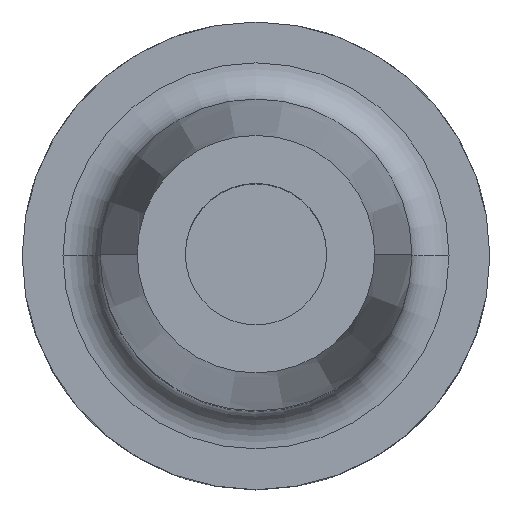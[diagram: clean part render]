
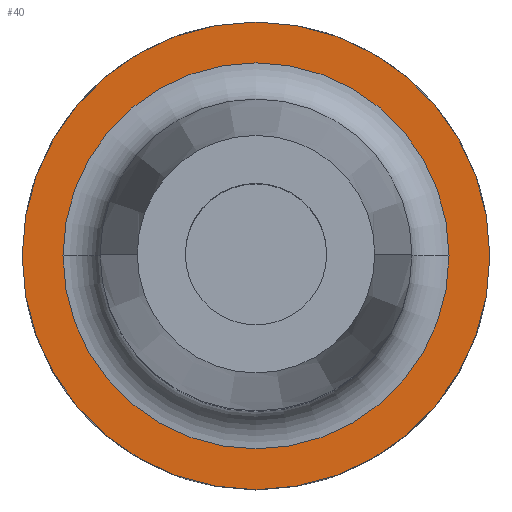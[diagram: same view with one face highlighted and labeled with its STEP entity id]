
A CAD part, top view. The second image highlights one B-rep face of the part: STEP entity #40.
In plain terms, the highlighted planar face has unit normal (0, 0, 1).
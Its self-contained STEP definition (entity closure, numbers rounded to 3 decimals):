
#40 = ADVANCED_FACE ( 'NONE', ( #513, #3583 ), #3711, .F. ) ;
#82 = ORIENTED_EDGE ( 'NONE', *, *, #2651, .T. ) ;
#232 = EDGE_LOOP ( 'NONE', ( #4550, #802 ) ) ;
#372 = CARTESIAN_POINT ( 'NONE',  ( 0., 0., 22. ) ) ;
#392 = CARTESIAN_POINT ( 'NONE',  ( 0., 0., 22. ) ) ;
#440 = CARTESIAN_POINT ( 'NONE',  ( 26., 0., 22. ) ) ;
#450 = AXIS2_PLACEMENT_3D ( 'NONE', #2870, #552, #3253 ) ;
#513 = FACE_BOUND ( 'NONE', #1861, .T. ) ;
#552 = DIRECTION ( 'NONE',  ( 0., 0., -1. ) ) ;
#749 = AXIS2_PLACEMENT_3D ( 'NONE', #3382, #1969, #3806 ) ;
#761 = DIRECTION ( 'NONE',  ( 1., 0., 0. ) ) ;
#781 = DIRECTION ( 'NONE',  ( -1., 0., 0. ) ) ;
#802 = ORIENTED_EDGE ( 'NONE', *, *, #3960, .T. ) ;
#1213 = DIRECTION ( 'NONE',  ( 0., 0., 1. ) ) ;
#1278 = CIRCLE ( 'NONE', #4285, 26. ) ;
#1619 = CIRCLE ( 'NONE', #2277, 31.5 ) ;
#1861 = EDGE_LOOP ( 'NONE', ( #82, #3188 ) ) ;
#1969 = DIRECTION ( 'NONE',  ( 0., 0., -1. ) ) ;
#2277 = AXIS2_PLACEMENT_3D ( 'NONE', #3533, #1213, #3906 ) ;
#2350 = VERTEX_POINT ( 'NONE', #3339 ) ;
#2564 = CARTESIAN_POINT ( 'NONE',  ( -31.5, 0., 22. ) ) ;
#2651 = EDGE_CURVE ( 'NONE', #2657, #3486, #4045, .T. ) ;
#2657 = VERTEX_POINT ( 'NONE', #4723 ) ;
#2870 = CARTESIAN_POINT ( 'NONE',  ( 0., 0., 22. ) ) ;
#3022 = EDGE_CURVE ( 'NONE', #2350, #4922, #4443, .T. ) ;
#3078 = DIRECTION ( 'NONE',  ( 0., 0., 1. ) ) ;
#3091 = DIRECTION ( 'NONE',  ( 0., 0., -1. ) ) ;
#3098 = EDGE_CURVE ( 'NONE', #3486, #2657, #1278, .T. ) ;
#3188 = ORIENTED_EDGE ( 'NONE', *, *, #3098, .T. ) ;
#3253 = DIRECTION ( 'NONE',  ( -1., 0., 0. ) ) ;
#3339 = CARTESIAN_POINT ( 'NONE',  ( 31.5, 0., 22. ) ) ;
#3382 = CARTESIAN_POINT ( 'NONE',  ( 0., 0., 22. ) ) ;
#3486 = VERTEX_POINT ( 'NONE', #440 ) ;
#3533 = CARTESIAN_POINT ( 'NONE',  ( 0., 0., 22. ) ) ;
#3548 = AXIS2_PLACEMENT_3D ( 'NONE', #372, #3078, #761 ) ;
#3583 = FACE_OUTER_BOUND ( 'NONE', #232, .T. ) ;
#3711 = PLANE ( 'NONE',  #749 ) ;
#3806 = DIRECTION ( 'NONE',  ( -1., 0., 0. ) ) ;
#3906 = DIRECTION ( 'NONE',  ( 1., 0., 0. ) ) ;
#3960 = EDGE_CURVE ( 'NONE', #4922, #2350, #1619, .T. ) ;
#4045 = CIRCLE ( 'NONE', #450, 26. ) ;
#4285 = AXIS2_PLACEMENT_3D ( 'NONE', #392, #3091, #781 ) ;
#4443 = CIRCLE ( 'NONE', #3548, 31.5 ) ;
#4550 = ORIENTED_EDGE ( 'NONE', *, *, #3022, .T. ) ;
#4723 = CARTESIAN_POINT ( 'NONE',  ( -26., 0., 22. ) ) ;
#4922 = VERTEX_POINT ( 'NONE', #2564 ) ;
